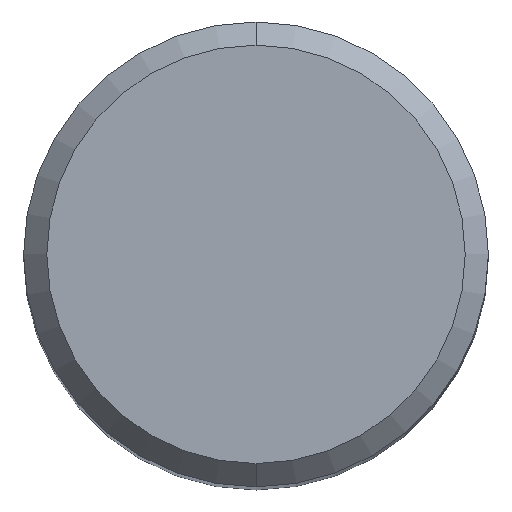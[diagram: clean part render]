
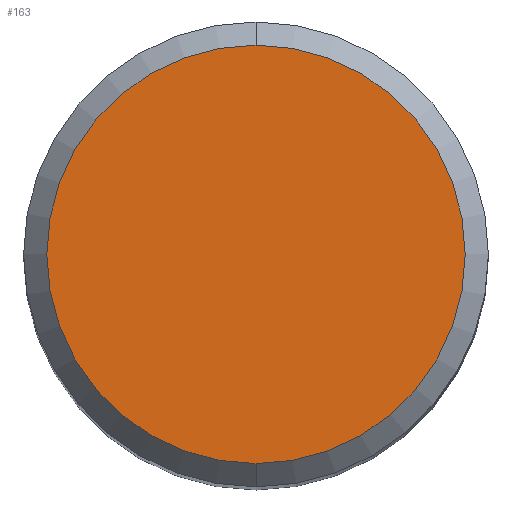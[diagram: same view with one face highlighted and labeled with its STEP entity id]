
A CAD part, top view. The second image highlights one B-rep face of the part: STEP entity #163.
In plain terms, the highlighted planar face has unit normal (0, 0, 1).
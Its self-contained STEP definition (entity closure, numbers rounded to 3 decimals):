
#121=EDGE_CURVE('',#225,#227,#275,.T.);
#123=EDGE_CURVE('',#227,#225,#277,.T.);
#163=ADVANCED_FACE('',(#324),#325,.T.);
#225=VERTEX_POINT('',#393);
#227=VERTEX_POINT('',#395);
#275=CIRCLE('',#443,4.5);
#277=CIRCLE('',#446,4.5);
#324=FACE_OUTER_BOUND('',#504,.T.);
#325=PLANE('',#505);
#393=CARTESIAN_POINT('',(0.0,4.5,0.0));
#395=CARTESIAN_POINT('',(0.,-4.5,0.0));
#443=AXIS2_PLACEMENT_3D('',#634,#635,#636);
#446=AXIS2_PLACEMENT_3D('',#637,#638,#639);
#504=EDGE_LOOP('',(#711,#712));
#505=AXIS2_PLACEMENT_3D('',#713,#714,#715);
#634=CARTESIAN_POINT('',(0.0,0.0,0.0));
#635=DIRECTION('',(0.0,0.0,-1.0));
#636=DIRECTION('',(0.0,1.0,0.0));
#637=CARTESIAN_POINT('',(0.0,0.0,0.0));
#638=DIRECTION('',(0.0,0.0,-1.0));
#639=DIRECTION('',(0.0,1.0,0.0));
#711=ORIENTED_EDGE('',*,*,#121,.F.);
#712=ORIENTED_EDGE('',*,*,#123,.F.);
#713=CARTESIAN_POINT('',(0.0,2.25,0.0));
#714=DIRECTION('',(-0.0,0.0,1.0));
#715=DIRECTION('',(0.0,-1.0,0.0));
